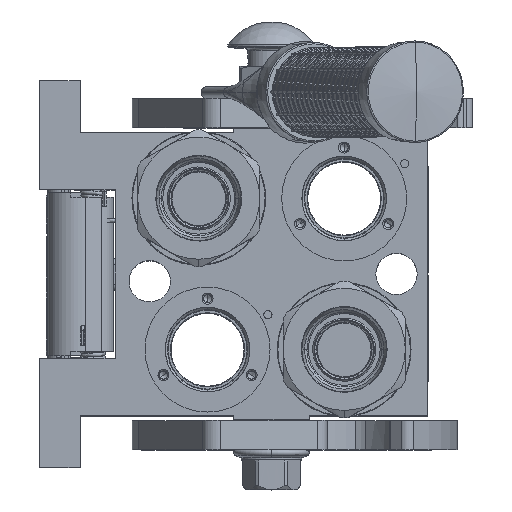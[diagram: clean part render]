
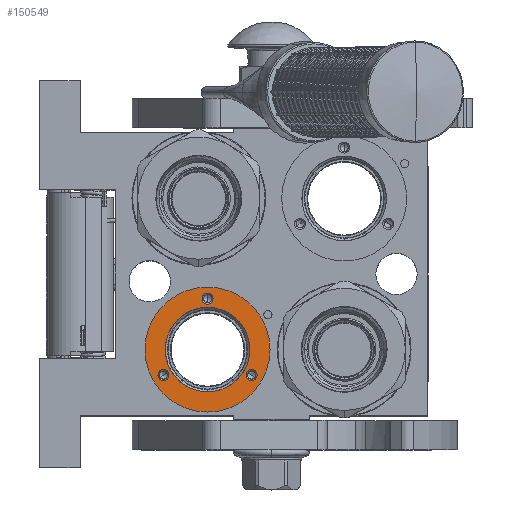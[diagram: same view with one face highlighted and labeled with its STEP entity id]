
A CAD part, top view. The second image highlights one B-rep face of the part: STEP entity #150549.
In plain terms, the highlighted face is planar.
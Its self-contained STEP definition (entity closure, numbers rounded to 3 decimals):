
#4743 = AXIS2_PLACEMENT_3D ( 'NONE', #90626, #199805, #137807 ) ;
#7004 = VERTEX_POINT ( 'NONE', #99405 ) ;
#7752 = EDGE_CURVE ( 'NONE', #58363, #7004, #35946, .T. ) ;
#9430 = ORIENTED_EDGE ( 'NONE', *, *, #104219, .F. ) ;
#11251 = CARTESIAN_POINT ( 'NONE',  ( 35.7, -22.05, 8.101 ) ) ;
#11483 = DIRECTION ( 'NONE',  ( 0., 1., 0. ) ) ;
#14422 = DIRECTION ( 'NONE',  ( -1., 0., 0. ) ) ;
#15242 = CARTESIAN_POINT ( 'NONE',  ( 33.8, -22.05, 4.81 ) ) ;
#17273 = CARTESIAN_POINT ( 'NONE',  ( 40.55, -22.05, -8.7 ) ) ;
#18186 = EDGE_CURVE ( 'NONE', #7004, #58363, #76196, .T. ) ;
#18850 = AXIS2_PLACEMENT_3D ( 'NONE', #137007, #183544, #61419 ) ;
#19238 = DIRECTION ( 'NONE',  ( 0., -1., 0. ) ) ;
#19843 = DIRECTION ( 'NONE',  ( 1., 0., 0. ) ) ;
#21558 = DIRECTION ( 'NONE',  ( -0.5, 0., -0.866 ) ) ;
#21572 = EDGE_LOOP ( 'NONE', ( #99498, #91084 ) ) ;
#23202 = ORIENTED_EDGE ( 'NONE', *, *, #63832, .F. ) ;
#23260 = CIRCLE ( 'NONE', #29223, 1.9 ) ;
#28755 = EDGE_LOOP ( 'NONE', ( #100116, #87726 ) ) ;
#29223 = AXIS2_PLACEMENT_3D ( 'NONE', #127461, #35030, #21558 ) ;
#30666 = CARTESIAN_POINT ( 'NONE',  ( 34.75, -22.05, 6.455 ) ) ;
#33066 = EDGE_CURVE ( 'NONE', #173098, #170417, #51146, .T. ) ;
#34060 = ORIENTED_EDGE ( 'NONE', *, *, #99408, .F. ) ;
#35030 = DIRECTION ( 'NONE',  ( 0., -1., 0. ) ) ;
#35835 = CARTESIAN_POINT ( 'NONE',  ( 6.6, -22.05, -8.7 ) ) ;
#35946 = CIRCLE ( 'NONE', #4743, 14.55 ) ;
#39522 = FACE_OUTER_BOUND ( 'NONE', #78546, .T. ) ;
#41970 = CARTESIAN_POINT ( 'NONE',  ( 26., -22.05, -8.7 ) ) ;
#44946 = CARTESIAN_POINT ( 'NONE',  ( 47.5, -22.05, -8.7 ) ) ;
#45375 = CIRCLE ( 'NONE', #111668, 1.9 ) ;
#48139 = DIRECTION ( 'NONE',  ( 0.5, 0., 0.866 ) ) ;
#50813 = DIRECTION ( 'NONE',  ( -0.5, 0., 0.866 ) ) ;
#51146 = CIRCLE ( 'NONE', #100712, 1.9 ) ;
#51414 = CARTESIAN_POINT ( 'NONE',  ( 26., -22.05, -8.7 ) ) ;
#51520 = AXIS2_PLACEMENT_3D ( 'NONE', #194664, #71884, #179877 ) ;
#51522 = FACE_BOUND ( 'NONE', #155951, .T. ) ;
#56386 = CARTESIAN_POINT ( 'NONE',  ( 35.7, -22.05, -25.501 ) ) ;
#58363 = VERTEX_POINT ( 'NONE', #17273 ) ;
#58765 = CARTESIAN_POINT ( 'NONE',  ( 10.4, -22.05, -8.7 ) ) ;
#59657 = AXIS2_PLACEMENT_3D ( 'NONE', #103781, #11483, #150274 ) ;
#61419 = DIRECTION ( 'NONE',  ( -1., 0., 0. ) ) ;
#61644 = DIRECTION ( 'NONE',  ( 0., -1., 0. ) ) ;
#63832 = EDGE_CURVE ( 'NONE', #189437, #183661, #69416, .T. ) ;
#69416 = CIRCLE ( 'NONE', #152014, 1.9 ) ;
#71432 = DIRECTION ( 'NONE',  ( -1., 0., 0. ) ) ;
#71884 = DIRECTION ( 'NONE',  ( 0., -1., 0. ) ) ;
#72724 = EDGE_CURVE ( 'NONE', #163361, #89313, #45375, .T. ) ;
#74689 = CIRCLE ( 'NONE', #51520, 1.9 ) ;
#75416 = DIRECTION ( 'NONE',  ( 0., -1., 0. ) ) ;
#76196 = CIRCLE ( 'NONE', #18850, 14.55 ) ;
#78546 = EDGE_LOOP ( 'NONE', ( #105885, #34060 ) ) ;
#83675 = ORIENTED_EDGE ( 'NONE', *, *, #72724, .F. ) ;
#87726 = ORIENTED_EDGE ( 'NONE', *, *, #102198, .F. ) ;
#89313 = VERTEX_POINT ( 'NONE', #58765 ) ;
#90533 = DIRECTION ( 'NONE',  ( 0., 1., 0. ) ) ;
#90626 = CARTESIAN_POINT ( 'NONE',  ( 26., -22.05, -8.7 ) ) ;
#91084 = ORIENTED_EDGE ( 'NONE', *, *, #18186, .F. ) ;
#95099 = CIRCLE ( 'NONE', #59657, 21.5 ) ;
#96660 = CIRCLE ( 'NONE', #136199, 1.9 ) ;
#99405 = CARTESIAN_POINT ( 'NONE',  ( 11.45, -22.05, -8.7 ) ) ;
#99408 = EDGE_CURVE ( 'NONE', #160335, #166010, #95099, .T. ) ;
#99498 = ORIENTED_EDGE ( 'NONE', *, *, #7752, .F. ) ;
#100116 = ORIENTED_EDGE ( 'NONE', *, *, #33066, .F. ) ;
#100712 = AXIS2_PLACEMENT_3D ( 'NONE', #112971, #19238, #50813 ) ;
#102198 = EDGE_CURVE ( 'NONE', #170417, #173098, #96660, .T. ) ;
#103781 = CARTESIAN_POINT ( 'NONE',  ( 26., -22.05, -8.7 ) ) ;
#104219 = EDGE_CURVE ( 'NONE', #183661, #189437, #23260, .T. ) ;
#104318 = ORIENTED_EDGE ( 'NONE', *, *, #164217, .F. ) ;
#105885 = ORIENTED_EDGE ( 'NONE', *, *, #118079, .F. ) ;
#106997 = AXIS2_PLACEMENT_3D ( 'NONE', #51414, #176227, #19843 ) ;
#111668 = AXIS2_PLACEMENT_3D ( 'NONE', #194209, #132829, #71432 ) ;
#112971 = CARTESIAN_POINT ( 'NONE',  ( 34.75, -22.05, -23.855 ) ) ;
#118079 = EDGE_CURVE ( 'NONE', #166010, #160335, #146191, .T. ) ;
#118926 = AXIS2_PLACEMENT_3D ( 'NONE', #41970, #90533, #14422 ) ;
#127461 = CARTESIAN_POINT ( 'NONE',  ( 34.75, -22.05, 6.455 ) ) ;
#129521 = EDGE_LOOP ( 'NONE', ( #9430, #23202 ) ) ;
#132829 = DIRECTION ( 'NONE',  ( 0., -1., 0. ) ) ;
#135075 = PLANE ( 'NONE',  #118926 ) ;
#136199 = AXIS2_PLACEMENT_3D ( 'NONE', #181383, #75416, #182717 ) ;
#137007 = CARTESIAN_POINT ( 'NONE',  ( 26., -22.05, -8.7 ) ) ;
#137807 = DIRECTION ( 'NONE',  ( 1., 0., 0. ) ) ;
#138461 = FACE_BOUND ( 'NONE', #129521, .T. ) ;
#142692 = CARTESIAN_POINT ( 'NONE',  ( 4.5, -22.05, -8.7 ) ) ;
#146191 = CIRCLE ( 'NONE', #106997, 21.5 ) ;
#150274 = DIRECTION ( 'NONE',  ( -1., 0., 0. ) ) ;
#150549 = ADVANCED_FACE ( 'NONE', ( #138461, #153004, #51522, #174677, #39522 ), #135075, .F. ) ;
#152014 = AXIS2_PLACEMENT_3D ( 'NONE', #30666, #61644, #48139 ) ;
#153004 = FACE_BOUND ( 'NONE', #28755, .T. ) ;
#155951 = EDGE_LOOP ( 'NONE', ( #104318, #83675 ) ) ;
#160335 = VERTEX_POINT ( 'NONE', #142692 ) ;
#163361 = VERTEX_POINT ( 'NONE', #35835 ) ;
#164217 = EDGE_CURVE ( 'NONE', #89313, #163361, #74689, .T. ) ;
#166010 = VERTEX_POINT ( 'NONE', #44946 ) ;
#170417 = VERTEX_POINT ( 'NONE', #56386 ) ;
#173098 = VERTEX_POINT ( 'NONE', #176572 ) ;
#174677 = FACE_BOUND ( 'NONE', #21572, .T. ) ;
#176227 = DIRECTION ( 'NONE',  ( 0., 1., 0. ) ) ;
#176572 = CARTESIAN_POINT ( 'NONE',  ( 33.8, -22.05, -22.21 ) ) ;
#179877 = DIRECTION ( 'NONE',  ( 1., 0., 0. ) ) ;
#181383 = CARTESIAN_POINT ( 'NONE',  ( 34.75, -22.05, -23.855 ) ) ;
#182717 = DIRECTION ( 'NONE',  ( 0.5, 0., -0.866 ) ) ;
#183544 = DIRECTION ( 'NONE',  ( 0., -1., 0. ) ) ;
#183661 = VERTEX_POINT ( 'NONE', #15242 ) ;
#189437 = VERTEX_POINT ( 'NONE', #11251 ) ;
#194209 = CARTESIAN_POINT ( 'NONE',  ( 8.5, -22.05, -8.7 ) ) ;
#194664 = CARTESIAN_POINT ( 'NONE',  ( 8.5, -22.05, -8.7 ) ) ;
#199805 = DIRECTION ( 'NONE',  ( 0., -1., 0. ) ) ;
